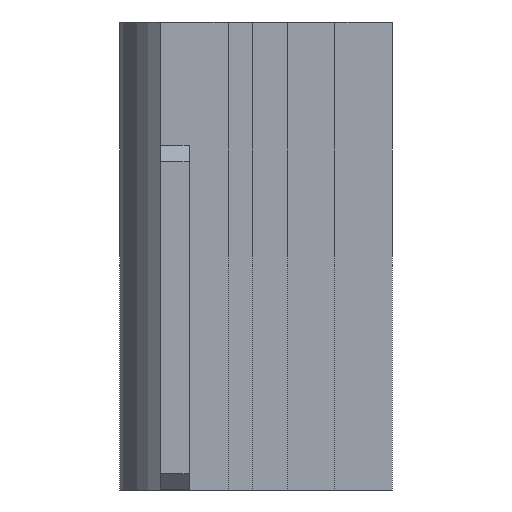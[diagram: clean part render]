
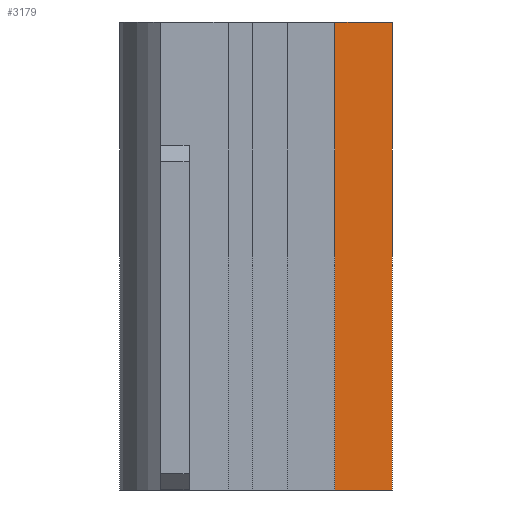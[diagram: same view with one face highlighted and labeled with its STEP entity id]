
A CAD part, left-side view. The second image highlights one B-rep face of the part: STEP entity #3179.
In plain terms, the highlighted planar face has unit normal (-1, 0, 0).
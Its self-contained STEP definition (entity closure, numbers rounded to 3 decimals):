
#218 = PLANE('',#219);
#219 = AXIS2_PLACEMENT_3D('',#220,#221,#222);
#220 = CARTESIAN_POINT('',(-10.023,9.282,
    0.));
#221 = DIRECTION('',(0.,0.,1.));
#222 = DIRECTION('',(0.,1.,0.));
#575 = PLANE('',#576);
#576 = AXIS2_PLACEMENT_3D('',#577,#578,#579);
#577 = CARTESIAN_POINT('',(-23.5,11.75,57.));
#578 = DIRECTION('',(0.,0.,1.));
#579 = DIRECTION('',(1.,0.,0.));
#1026 = VERTEX_POINT('',#1027);
#1027 = CARTESIAN_POINT('',(-3.5,-11.75,0.));
#1041 = PLANE('',#1042);
#1042 = AXIS2_PLACEMENT_3D('',#1043,#1044,#1045);
#1043 = CARTESIAN_POINT('',(0.,-11.75,0.));
#1044 = DIRECTION('',(0.,-1.,0.));
#1045 = DIRECTION('',(-1.,0.,0.));
#1053 = EDGE_CURVE('',#1054,#1026,#1056,.T.);
#1054 = VERTEX_POINT('',#1055);
#1055 = CARTESIAN_POINT('',(-3.5,-4.75,0.));
#1056 = SURFACE_CURVE('',#1057,(#1061,#1068),.PCURVE_S1.);
#1057 = LINE('',#1058,#1059);
#1058 = CARTESIAN_POINT('',(-3.5,-4.75,0.));
#1059 = VECTOR('',#1060,1.);
#1060 = DIRECTION('',(0.,-1.,0.));
#1061 = PCURVE('',#218,#1062);
#1062 = DEFINITIONAL_REPRESENTATION('',(#1063),#1067);
#1063 = LINE('',#1064,#1065);
#1064 = CARTESIAN_POINT('',(-14.032,-6.523));
#1065 = VECTOR('',#1066,1.);
#1066 = DIRECTION('',(-1.,0.));
#1067 = ( GEOMETRIC_REPRESENTATION_CONTEXT(2) 
PARAMETRIC_REPRESENTATION_CONTEXT() REPRESENTATION_CONTEXT('2D SPACE',''
  ) );
#1068 = PCURVE('',#1069,#1074);
#1069 = PLANE('',#1070);
#1070 = AXIS2_PLACEMENT_3D('',#1071,#1072,#1073);
#1071 = CARTESIAN_POINT('',(-3.5,-4.75,0.));
#1072 = DIRECTION('',(1.,0.,0.));
#1073 = DIRECTION('',(0.,-1.,0.));
#1074 = DEFINITIONAL_REPRESENTATION('',(#1075),#1079);
#1075 = LINE('',#1076,#1077);
#1076 = CARTESIAN_POINT('',(0.,0.));
#1077 = VECTOR('',#1078,1.);
#1078 = DIRECTION('',(1.,0.));
#1079 = ( GEOMETRIC_REPRESENTATION_CONTEXT(2) 
PARAMETRIC_REPRESENTATION_CONTEXT() REPRESENTATION_CONTEXT('2D SPACE',''
  ) );
#1097 = PLANE('',#1098);
#1098 = AXIS2_PLACEMENT_3D('',#1099,#1100,#1101);
#1099 = CARTESIAN_POINT('',(-3.5,-4.75,0.));
#1100 = DIRECTION('',(0.,-1.,0.));
#1101 = DIRECTION('',(-1.,0.,0.));
#1760 = VERTEX_POINT('',#1761);
#1761 = CARTESIAN_POINT('',(-3.5,-4.75,57.));
#1782 = EDGE_CURVE('',#1760,#1783,#1785,.T.);
#1783 = VERTEX_POINT('',#1784);
#1784 = CARTESIAN_POINT('',(-3.5,-11.75,57.));
#1785 = SURFACE_CURVE('',#1786,(#1790,#1797),.PCURVE_S1.);
#1786 = LINE('',#1787,#1788);
#1787 = CARTESIAN_POINT('',(-3.5,-4.75,57.));
#1788 = VECTOR('',#1789,1.);
#1789 = DIRECTION('',(0.,-1.,0.));
#1790 = PCURVE('',#575,#1791);
#1791 = DEFINITIONAL_REPRESENTATION('',(#1792),#1796);
#1792 = LINE('',#1793,#1794);
#1793 = CARTESIAN_POINT('',(20.,-16.5));
#1794 = VECTOR('',#1795,1.);
#1795 = DIRECTION('',(0.,-1.));
#1796 = ( GEOMETRIC_REPRESENTATION_CONTEXT(2) 
PARAMETRIC_REPRESENTATION_CONTEXT() REPRESENTATION_CONTEXT('2D SPACE',''
  ) );
#1797 = PCURVE('',#1069,#1798);
#1798 = DEFINITIONAL_REPRESENTATION('',(#1799),#1803);
#1799 = LINE('',#1800,#1801);
#1800 = CARTESIAN_POINT('',(0.,-57.));
#1801 = VECTOR('',#1802,1.);
#1802 = DIRECTION('',(1.,0.));
#1803 = ( GEOMETRIC_REPRESENTATION_CONTEXT(2) 
PARAMETRIC_REPRESENTATION_CONTEXT() REPRESENTATION_CONTEXT('2D SPACE',''
  ) );
#3158 = EDGE_CURVE('',#1026,#1783,#3159,.T.);
#3159 = SURFACE_CURVE('',#3160,(#3164,#3171),.PCURVE_S1.);
#3160 = LINE('',#3161,#3162);
#3161 = CARTESIAN_POINT('',(-3.5,-11.75,0.));
#3162 = VECTOR('',#3163,1.);
#3163 = DIRECTION('',(0.,0.,1.));
#3164 = PCURVE('',#1041,#3165);
#3165 = DEFINITIONAL_REPRESENTATION('',(#3166),#3170);
#3166 = LINE('',#3167,#3168);
#3167 = CARTESIAN_POINT('',(3.5,0.));
#3168 = VECTOR('',#3169,1.);
#3169 = DIRECTION('',(0.,-1.));
#3170 = ( GEOMETRIC_REPRESENTATION_CONTEXT(2) 
PARAMETRIC_REPRESENTATION_CONTEXT() REPRESENTATION_CONTEXT('2D SPACE',''
  ) );
#3171 = PCURVE('',#1069,#3172);
#3172 = DEFINITIONAL_REPRESENTATION('',(#3173),#3177);
#3173 = LINE('',#3174,#3175);
#3174 = CARTESIAN_POINT('',(7.,0.));
#3175 = VECTOR('',#3176,1.);
#3176 = DIRECTION('',(0.,-1.));
#3177 = ( GEOMETRIC_REPRESENTATION_CONTEXT(2) 
PARAMETRIC_REPRESENTATION_CONTEXT() REPRESENTATION_CONTEXT('2D SPACE',''
  ) );
#3179 = ADVANCED_FACE('',(#3180),#1069,.F.);
#3180 = FACE_BOUND('',#3181,.F.);
#3181 = EDGE_LOOP('',(#3182,#3203,#3204,#3205));
#3182 = ORIENTED_EDGE('',*,*,#3183,.T.);
#3183 = EDGE_CURVE('',#1054,#1760,#3184,.T.);
#3184 = SURFACE_CURVE('',#3185,(#3189,#3196),.PCURVE_S1.);
#3185 = LINE('',#3186,#3187);
#3186 = CARTESIAN_POINT('',(-3.5,-4.75,0.));
#3187 = VECTOR('',#3188,1.);
#3188 = DIRECTION('',(0.,0.,1.));
#3189 = PCURVE('',#1069,#3190);
#3190 = DEFINITIONAL_REPRESENTATION('',(#3191),#3195);
#3191 = LINE('',#3192,#3193);
#3192 = CARTESIAN_POINT('',(0.,0.));
#3193 = VECTOR('',#3194,1.);
#3194 = DIRECTION('',(0.,-1.));
#3195 = ( GEOMETRIC_REPRESENTATION_CONTEXT(2) 
PARAMETRIC_REPRESENTATION_CONTEXT() REPRESENTATION_CONTEXT('2D SPACE',''
  ) );
#3196 = PCURVE('',#1097,#3197);
#3197 = DEFINITIONAL_REPRESENTATION('',(#3198),#3202);
#3198 = LINE('',#3199,#3200);
#3199 = CARTESIAN_POINT('',(0.,-0.));
#3200 = VECTOR('',#3201,1.);
#3201 = DIRECTION('',(0.,-1.));
#3202 = ( GEOMETRIC_REPRESENTATION_CONTEXT(2) 
PARAMETRIC_REPRESENTATION_CONTEXT() REPRESENTATION_CONTEXT('2D SPACE',''
  ) );
#3203 = ORIENTED_EDGE('',*,*,#1782,.T.);
#3204 = ORIENTED_EDGE('',*,*,#3158,.F.);
#3205 = ORIENTED_EDGE('',*,*,#1053,.F.);
